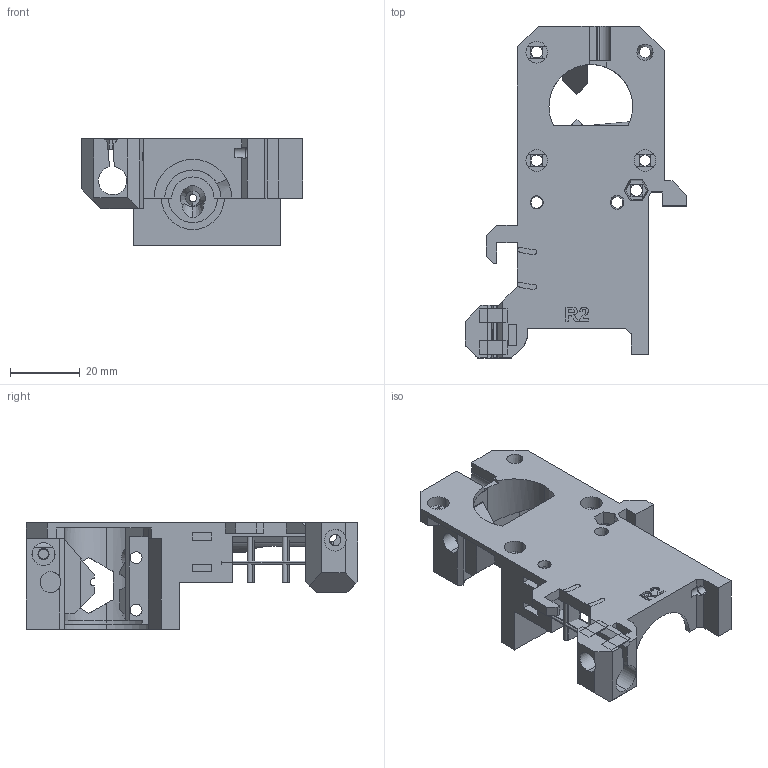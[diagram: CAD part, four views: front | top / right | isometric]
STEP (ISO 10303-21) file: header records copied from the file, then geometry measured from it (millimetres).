
FILE_DESCRIPTION (( 'STEP AP214' ), '1' );
FILE_NAME ('extruder-body(R2).STEP', '2018-02-12T20:10:52', ( '' ), ( '' ), 'SwSTEP 2.0', 'SolidWorks 2017', '' );
FILE_SCHEMA (( 'AUTOMOTIVE_DESIGN' ));
Length unit declared in the file: millimetre
Products named in the file (1): extruder-body(R2)
Bounding box: 63.5 x 95 x 30.5 mm (x, y, z)
Volume: 43797 mm3; surface area: 22829.7 mm2
Topology: 9 solids, 12 shells, 491 faces, 1320 edges, 864 vertices
Faces by surface type: plane 338, cylinder 102, cone 35, bspline 16
Entity records: 21566 total; most frequent: CARTESIAN_POINT 4063, ORIENTED_EDGE 2640, DIRECTION 2435, EDGE_CURVE 1320, LINE 967, VECTOR 967, VERTEX_POINT 864, AXIS2_PLACEMENT_3D 734
